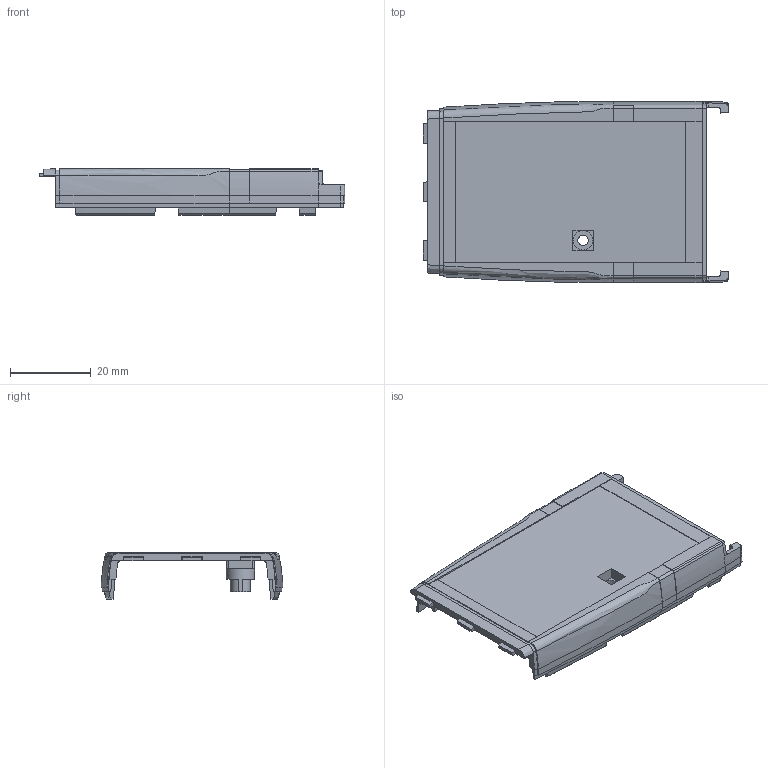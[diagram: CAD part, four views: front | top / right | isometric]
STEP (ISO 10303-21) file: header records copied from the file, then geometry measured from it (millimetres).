
FILE_DESCRIPTION (( 'STEP AP214' ), '1' );
FILE_NAME ('DB10025_CANToUSB_bovenkant.STEP', '2018-06-06T14:18:15', ( '' ), ( '' ), 'SwSTEP 2.0', 'SolidWorks 2018', '' );
FILE_SCHEMA (( 'AUTOMOTIVE_DESIGN' ));
Length unit declared in the file: millimetre
Products named in the file (4): Free-Models-subassembly-1; DB10025_CANToUSB_bovenkant; Free-Models; 34111511_ART_115_F_1-3
Assembly tree (3 placements, depth 4):
  DB10025_CANToUSB_bovenkant
    Free-Models
      Free-Models-subassembly-1
        34111511_ART_115_F_1-3
Bounding box: 75.7 x 45 x 11.5 mm (x, y, z)
Volume: 7441.2 mm3; surface area: 9199.9 mm2
Topology: 1 solids, 1 shells, 214 faces, 604 edges, 395 vertices
Faces by surface type: plane 129, cylinder 51, bspline 26, cone 8
Entity records: 8563 total; most frequent: CARTESIAN_POINT 3053, ORIENTED_EDGE 1208, DIRECTION 1063, EDGE_CURVE 604, VERTEX_POINT 395, VECTOR 383, LINE 383, AXIS2_PLACEMENT_3D 340
